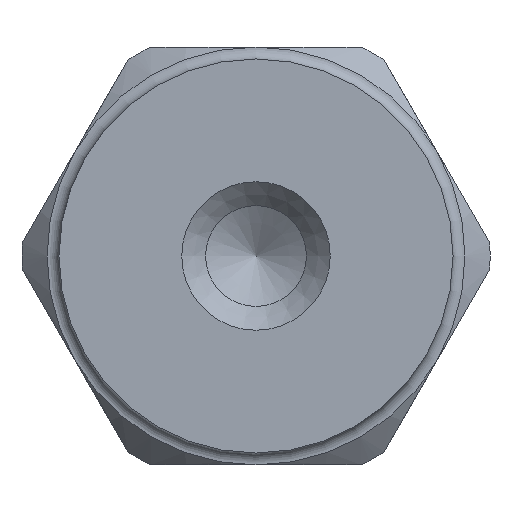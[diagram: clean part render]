
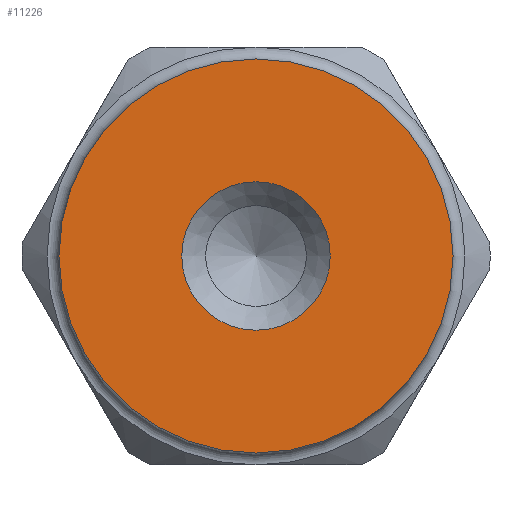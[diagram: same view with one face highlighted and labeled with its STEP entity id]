
A CAD part, front view. The second image highlights one B-rep face of the part: STEP entity #11226.
In plain terms, the highlighted planar face has unit normal (0, -1, 0).
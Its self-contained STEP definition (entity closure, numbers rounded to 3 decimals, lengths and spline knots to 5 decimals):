
#1293=FACE_BOUND('',#2676,.T.);
#2082=CIRCLE('',#12184,0.1555);
#2084=CIRCLE('',#12188,0.4125);
#2339=FACE_OUTER_BOUND('',#2675,.T.);
#2675=EDGE_LOOP('',(#10556));
#2676=EDGE_LOOP('',(#10557));
#4450=VERTEX_POINT('',#44437);
#4452=VERTEX_POINT('',#44443);
#6496=EDGE_CURVE('',#4450,#4450,#2082,.T.);
#6498=EDGE_CURVE('',#4452,#4452,#2084,.T.);
#10556=ORIENTED_EDGE('',*,*,#6498,.T.);
#10557=ORIENTED_EDGE('',*,*,#6496,.F.);
#10733=PLANE('',#12187);
#11226=ADVANCED_FACE('',(#2339,#1293),#10733,.F.);
#12184=AXIS2_PLACEMENT_3D('',#44438,#14269,#14270);
#12187=AXIS2_PLACEMENT_3D('',#44442,#14275,#14276);
#12188=AXIS2_PLACEMENT_3D('',#44444,#14277,#14278);
#14269=DIRECTION('center_axis',(0.,-1.,0.));
#14270=DIRECTION('ref_axis',(-1.,0.,0.));
#14275=DIRECTION('center_axis',(0.,1.,0.));
#14276=DIRECTION('ref_axis',(0.,0.,1.));
#14277=DIRECTION('center_axis',(0.,-1.,0.));
#14278=DIRECTION('ref_axis',(-1.,0.,0.));
#44437=CARTESIAN_POINT('',(0.1555,0.,0.));
#44438=CARTESIAN_POINT('Origin',(0.,0.,0.));
#44442=CARTESIAN_POINT('Origin',(0.,0.,0.));
#44443=CARTESIAN_POINT('',(0.4125,0.,0.));
#44444=CARTESIAN_POINT('Origin',(0.,0.,0.));
